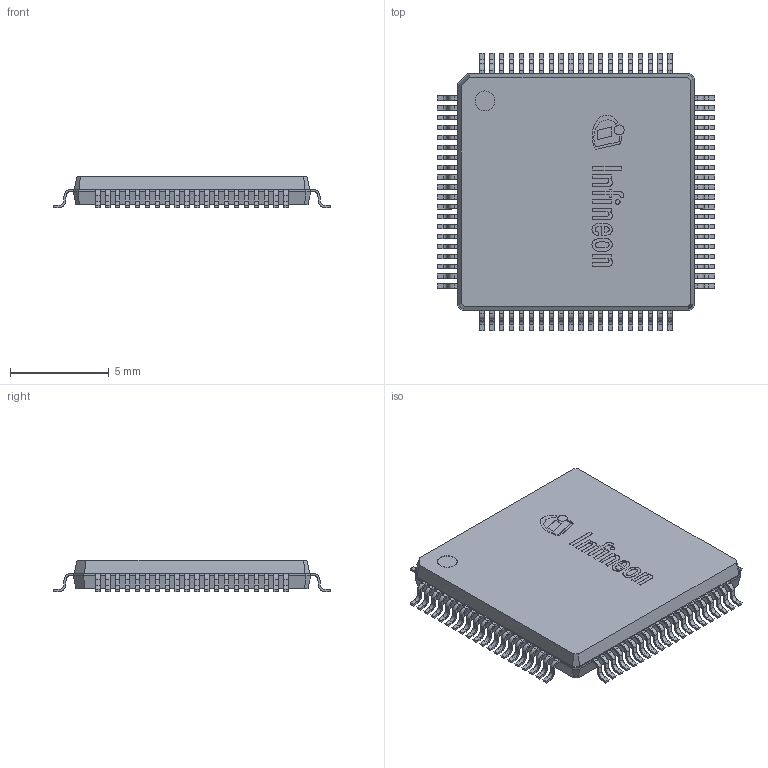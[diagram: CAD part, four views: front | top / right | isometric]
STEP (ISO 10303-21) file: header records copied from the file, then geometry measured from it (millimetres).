
FILE_DESCRIPTION(/* description */ (''),/* implementation_level */ '2;1');
FILE_NAME(/* name */ 'PG-LQFP-80-3_Z8B00257775_V03_3D.stp',/* time_stamp */ '2025-08-18T10:43:15+05:30',/* author */ ('sivamani'),/* organization */ (''),/* preprocessor_version */ 'ST-DEVELOPER v19.2',/* originating_system */ 'AutoCAD Mechanical',/* authorisation */ '');
FILE_SCHEMA (('AUTOMOTIVE_DESIGN { 1 0 10303 214 3 1 1 }'));
Length unit declared in the file: millimetre
Products named in the file (1): Product
Bounding box: 14 x 14 x 1.61 mm (x, y, z)
Volume: 202.4 mm3; surface area: 1060.5 mm2
Topology: 97 solids, 97 shells, 1674 faces, 4419 edges, 2944 vertices
Faces by surface type: plane 1194, cylinder 460, bspline 18, torus 2
Full cylindrical faces by diameter (mm): 0.242 x1, 0.497 x1, 1 x2, 2 x2
Entity records: 51737 total; most frequent: CARTESIAN_POINT 9408, ORIENTED_EDGE 8838, DIRECTION 8621, EDGE_CURVE 4419, LINE 3459, VECTOR 3459, VERTEX_POINT 2944, AXIS2_PLACEMENT_3D 2581
